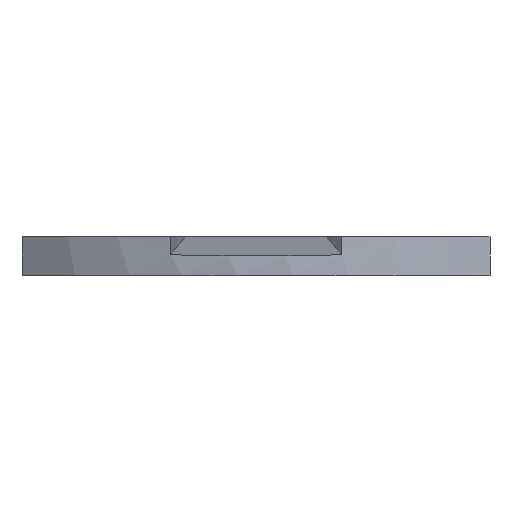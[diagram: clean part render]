
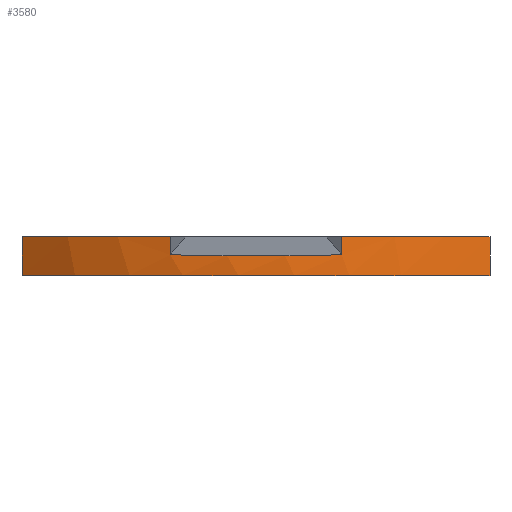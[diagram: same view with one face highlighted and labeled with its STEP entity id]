
A CAD part, left-side view. The second image highlights one B-rep face of the part: STEP entity #3580.
In plain terms, the highlighted free-form (B-spline) face has degree [2, 1] with [3, 2] control points.
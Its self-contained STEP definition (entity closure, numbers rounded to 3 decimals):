
#1210 = CARTESIAN_POINT ('', (-59.99, 13.97, -2.978));
#1220 = VERTEX_POINT ('', #1210);
#1280 = CARTESIAN_POINT ('', (-59.99, 13.97, 0.));
#1290 = VERTEX_POINT ('', #1280);
#1350 = CARTESIAN_POINT ('', (-59.99, 13.97, 0.));
#1360 = CARTESIAN_POINT ('', (-59.99, 13.97, -2.978));
#1370 = B_SPLINE_CURVE_WITH_KNOTS ('', 1, (#1350, #1360), .UNSPECIFIED., .F., .U., (2, 2), (0., 1.), .UNSPECIFIED.);
#1380 = EDGE_CURVE ('', #1290, #1220, #1370, .T.);
#2060 = CARTESIAN_POINT ('', (-59.99, -13.97, -2.978));
#2070 = VERTEX_POINT ('', #2060);
#2150 = CARTESIAN_POINT ('', (-59.99, -13.97, 0.));
#2160 = VERTEX_POINT ('', #2150);
#2170 = CARTESIAN_POINT ('', (-59.99, -13.97, 0.));
#2180 = CARTESIAN_POINT ('', (-59.99, -13.97, -2.978));
#2190 = B_SPLINE_CURVE_WITH_KNOTS ('', 1, (#2170, #2180), .UNSPECIFIED., .F., .U., (2, 2), (0., 1.), .UNSPECIFIED.);
#2200 = EDGE_CURVE ('', #2160, #2070, #2190, .T.);
#3050 = CARTESIAN_POINT ('', (-48.398, 38.1, -6.35));
#3060 = VERTEX_POINT ('', #3050);
#3070 = CARTESIAN_POINT ('', (-48.398, -38.1, -6.35));
#3080 = VERTEX_POINT ('', #3070);
#3090 = CARTESIAN_POINT ('', (-48.398, 38.1, -6.35));
#3100 = CARTESIAN_POINT ('', (-78.391, 0., -6.35));
#3110 = CARTESIAN_POINT ('', (-48.398, -38.1, -6.35));
#3120 = (
   BOUNDED_CURVE ()
   B_SPLINE_CURVE (2, (#3090, #3100, #3110), .UNSPECIFIED., .F., .U.)
   B_SPLINE_CURVE_WITH_KNOTS ((3, 3), (0., 76.422), .UNSPECIFIED.)
   CURVE ()
   GEOMETRIC_REPRESENTATION_ITEM ()
   RATIONAL_B_SPLINE_CURVE ((1., 0.786, 1.))
   REPRESENTATION_ITEM ('')
);
#3130 = EDGE_CURVE ('', #3060, #3080, #3120, .T.);
#3140 = ORIENTED_EDGE ('', *, *, #3130, .T.);
#3150 = CARTESIAN_POINT ('', (-48.398, -38.1, 0.));
#3160 = VERTEX_POINT ('', #3150);
#3170 = CARTESIAN_POINT ('', (-48.398, -38.1, 0.));
#3180 = CARTESIAN_POINT ('', (-48.398, -38.1, -6.35));
#3190 = B_SPLINE_CURVE_WITH_KNOTS ('', 1, (#3170, #3180), .UNSPECIFIED., .F., .U., (2, 2), (0., 1.), .UNSPECIFIED.);
#3200 = EDGE_CURVE ('', #3160, #3080, #3190, .T.);
#3210 = ORIENTED_EDGE ('', *, *, #3200, .F.);
#3220 = CARTESIAN_POINT ('', (-59.99, -13.97, 0.));
#3230 = CARTESIAN_POINT ('', (-56.88, -27.325, 0.));
#3240 = CARTESIAN_POINT ('', (-48.398, -38.1, 0.));
#3250 = (
   BOUNDED_CURVE ()
   B_SPLINE_CURVE (2, (#3220, #3230, #3240), .UNSPECIFIED., .F., .U.)
   B_SPLINE_CURVE_WITH_KNOTS ((3, 3), (51.32, 76.422), .UNSPECIFIED.)
   CURVE ()
   GEOMETRIC_REPRESENTATION_ITEM ()
   RATIONAL_B_SPLINE_CURVE ((1., 0.976, 1.))
   REPRESENTATION_ITEM ('')
);
#3260 = EDGE_CURVE ('', #2160, #3160, #3250, .T.);
#3270 = ORIENTED_EDGE ('', *, *, #3260, .F.);
#3280 = ORIENTED_EDGE ('', *, *, #2200, .T.);
#3290 = CARTESIAN_POINT ('', (-59.99, -13.97, -2.978));
#3300 = CARTESIAN_POINT ('', (-63.243, 0., -3.377));
#3310 = CARTESIAN_POINT ('', (-59.99, 13.97, -2.978));
#3320 = (
   BOUNDED_CURVE ()
   B_SPLINE_CURVE (2, (#3290, #3300, #3310), .UNSPECIFIED., .F., .U.)
   B_SPLINE_CURVE_WITH_KNOTS ((3, 3), (346.891, 373.109), .UNSPECIFIED.)
   CURVE ()
   GEOMETRIC_REPRESENTATION_ITEM ()
   RATIONAL_B_SPLINE_CURVE ((1., 0.974, 1.))
   REPRESENTATION_ITEM ('')
);
#3330 = EDGE_CURVE ('', #2070, #1220, #3320, .T.);
#3340 = ORIENTED_EDGE ('', *, *, #3330, .T.);
#3350 = ORIENTED_EDGE ('', *, *, #1380, .F.);
#3360 = CARTESIAN_POINT ('', (-48.398, 38.1, 0.));
#3370 = VERTEX_POINT ('', #3360);
#3380 = CARTESIAN_POINT ('', (-48.398, 38.1, 0.));
#3390 = CARTESIAN_POINT ('', (-56.88, 27.325, 0.));
#3400 = CARTESIAN_POINT ('', (-59.99, 13.97, 0.));
#3410 = (
   BOUNDED_CURVE ()
   B_SPLINE_CURVE (2, (#3380, #3390, #3400), .UNSPECIFIED., .F., .U.)
   B_SPLINE_CURVE_WITH_KNOTS ((3, 3), (0., 25.102), .UNSPECIFIED.)
   CURVE ()
   GEOMETRIC_REPRESENTATION_ITEM ()
   RATIONAL_B_SPLINE_CURVE ((1., 0.976, 1.))
   REPRESENTATION_ITEM ('')
);
#3420 = EDGE_CURVE ('', #3370, #1290, #3410, .T.);
#3430 = ORIENTED_EDGE ('', *, *, #3420, .F.);
#3440 = CARTESIAN_POINT ('', (-48.398, 38.1, 0.));
#3450 = CARTESIAN_POINT ('', (-48.398, 38.1, -6.35));
#3460 = B_SPLINE_CURVE_WITH_KNOTS ('', 1, (#3440, #3450), .UNSPECIFIED., .F., .U., (2, 2), (0., 1.), .UNSPECIFIED.);
#3470 = EDGE_CURVE ('', #3370, #3060, #3460, .T.);
#3480 = ORIENTED_EDGE ('', *, *, #3470, .T.);
#3490 = EDGE_LOOP ('', (#3140, #3210, #3270, #3280, #3340, #3350, #3430, #3480));
#3500 = FACE_OUTER_BOUND ('', #3490, .T.);
#3510 = CARTESIAN_POINT ('', (-48.398, -38.1, 0.));
#3520 = CARTESIAN_POINT ('', (-48.398, -38.1, -6.35));
#3530 = CARTESIAN_POINT ('', (-78.391, 0., 0.));
#3540 = CARTESIAN_POINT ('', (-78.391, 0., -6.35));
#3550 = CARTESIAN_POINT ('', (-48.398, 38.1, 0.));
#3560 = CARTESIAN_POINT ('', (-48.398, 38.1, -6.35));
#3570 = (
   BOUNDED_SURFACE ()
   B_SPLINE_SURFACE (2, 1, ((#3510, #3520), (#3530, #3540), (#3550, #3560)), .UNSPECIFIED., .F., .F., .U.)
   B_SPLINE_SURFACE_WITH_KNOTS ((3, 3), (2, 2), (0.79, 1.), (0.087, 0.913), .UNSPECIFIED.)
   SURFACE ()
   GEOMETRIC_REPRESENTATION_ITEM ()
   RATIONAL_B_SPLINE_SURFACE (((0.921, 0.921), (0.754, 0.754), (1., 1.)))
   REPRESENTATION_ITEM ('')
);
#3580 = ADVANCED_FACE ('B8725-1-4: Solid2', (#3500), #3570, .T.);
